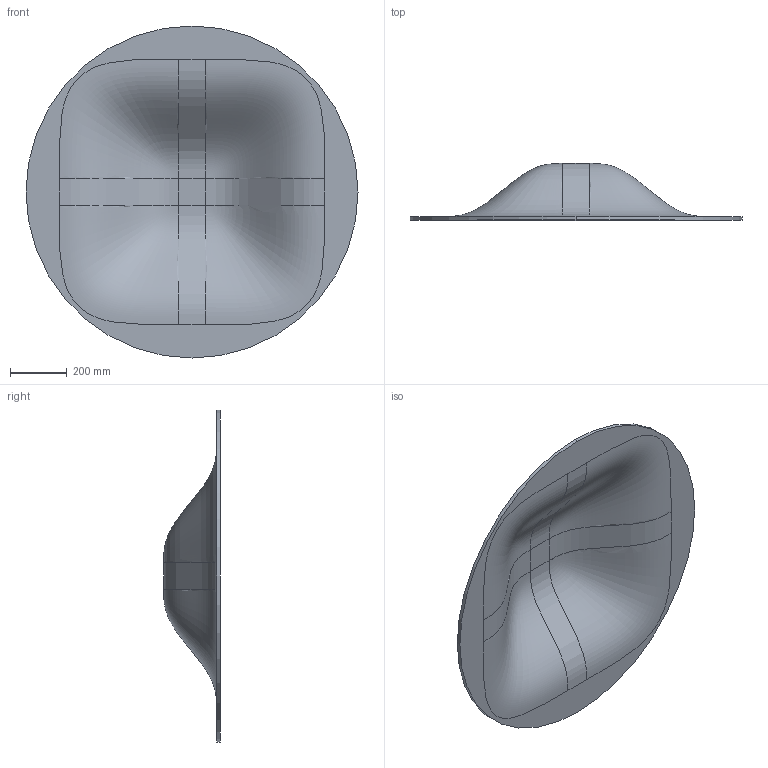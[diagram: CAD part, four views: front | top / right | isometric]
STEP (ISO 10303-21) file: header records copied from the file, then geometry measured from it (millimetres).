
FILE_DESCRIPTION (( 'STEP AP214' ), '1' );
FILE_NAME ('5thDegPoly_FullScale_CircularBase_Inches_Scaled_ImprovedLofting_Inches.STEP', '2020-10-21T18:46:42', ( '' ), ( '' ), 'SwSTEP 2.0', 'SolidWorks 2020', '' );
FILE_SCHEMA (( 'AUTOMOTIVE_DESIGN' ));
Length unit declared in the file: inch
Products named in the file (1): 5thDegPoly_FullScale_CircularBase_Inches_Scaled_ImprovedLofting_Inches
Bounding box: 1168.4 x 199.64 x 1168.4 mm (x, y, z)
Volume: 14460041.6 mm3; surface area: 2378240.7 mm2
Topology: 1 solids, 1 shells, 22 faces, 54 edges, 28 vertices
Faces by surface type: bspline 16, plane 4, cylinder 2
Entity records: 27548 total; most frequent: CARTESIAN_POINT 27131, ORIENTED_EDGE 92, EDGE_CURVE 46, DIRECTION 40, VERTEX_POINT 28, B_SPLINE_CURVE_WITH_KNOTS 24, EDGE_LOOP 24, FACE_OUTER_BOUND 22
